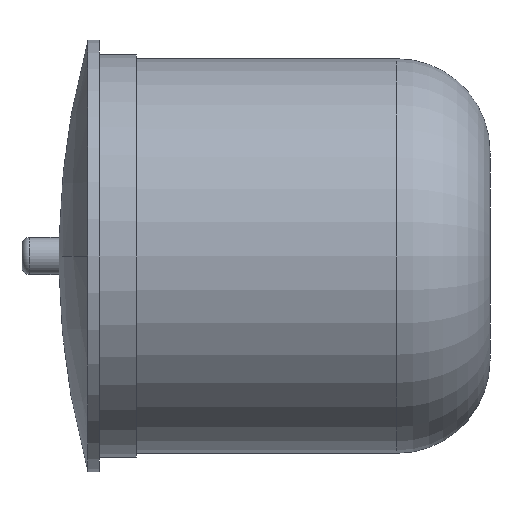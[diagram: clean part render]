
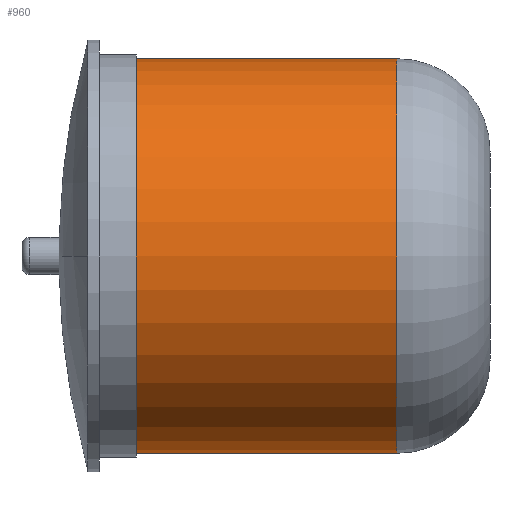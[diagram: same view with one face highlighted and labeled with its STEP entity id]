
A CAD part, left-side view. The second image highlights one B-rep face of the part: STEP entity #960.
In plain terms, the highlighted cylindrical face has radius 53 mm (diameter 106 mm), a partial arc.
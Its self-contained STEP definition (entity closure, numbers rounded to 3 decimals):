
#65 = ORIENTED_EDGE ( 'NONE', *, *, #834, .T. ) ;
#378 = AXIS2_PLACEMENT_3D ( 'NONE', #2584, #1858, #736 ) ;
#455 = CARTESIAN_POINT ( 'NONE',  ( 0., 0., 53. ) ) ;
#505 = VECTOR ( 'NONE', #695, 1000. ) ;
#546 = CARTESIAN_POINT ( 'NONE',  ( 0., 0., 0. ) ) ;
#675 = CIRCLE ( 'NONE', #1259, 53. ) ;
#695 = DIRECTION ( 'NONE',  ( 0., -1., 0. ) ) ;
#736 = DIRECTION ( 'NONE',  ( 0., 0., -1. ) ) ;
#834 = EDGE_CURVE ( 'NONE', #2011, #2686, #1836, .T. ) ;
#841 = VERTEX_POINT ( 'NONE', #2097 ) ;
#907 = ORIENTED_EDGE ( 'NONE', *, *, #1296, .F. ) ;
#960 = ADVANCED_FACE ( 'NONE', ( #1465 ), #1035, .T. ) ;
#995 = ORIENTED_EDGE ( 'NONE', *, *, #2802, .F. ) ;
#1003 = DIRECTION ( 'NONE',  ( 0., 0., -1. ) ) ;
#1004 = EDGE_LOOP ( 'NONE', ( #995, #2794, #65, #907 ) ) ;
#1035 = CYLINDRICAL_SURFACE ( 'NONE', #2716, 53. ) ;
#1187 = EDGE_CURVE ( 'NONE', #1832, #2011, #2044, .T. ) ;
#1251 = CARTESIAN_POINT ( 'NONE',  ( 0., 0., -53. ) ) ;
#1259 = AXIS2_PLACEMENT_3D ( 'NONE', #546, #1474, #2421 ) ;
#1296 = EDGE_CURVE ( 'NONE', #841, #2686, #675, .T. ) ;
#1363 = VECTOR ( 'NONE', #1384, 1000. ) ;
#1384 = DIRECTION ( 'NONE',  ( 0., -1., 0. ) ) ;
#1465 = FACE_OUTER_BOUND ( 'NONE', #1004, .T. ) ;
#1474 = DIRECTION ( 'NONE',  ( 0., -1., 0. ) ) ;
#1510 = DIRECTION ( 'NONE',  ( 0., -1., 0. ) ) ;
#1722 = CARTESIAN_POINT ( 'NONE',  ( 0., 0., 0. ) ) ;
#1832 = VERTEX_POINT ( 'NONE', #2159 ) ;
#1836 = LINE ( 'NONE', #2770, #505 ) ;
#1858 = DIRECTION ( 'NONE',  ( 0., -1., 0. ) ) ;
#2011 = VERTEX_POINT ( 'NONE', #2666 ) ;
#2044 = CIRCLE ( 'NONE', #378, 53. ) ;
#2097 = CARTESIAN_POINT ( 'NONE',  ( 0., 0., 53. ) ) ;
#2159 = CARTESIAN_POINT ( 'NONE',  ( 0., 80., 53. ) ) ;
#2421 = DIRECTION ( 'NONE',  ( 0., 0., -1. ) ) ;
#2558 = LINE ( 'NONE', #455, #1363 ) ;
#2584 = CARTESIAN_POINT ( 'NONE',  ( 0., 80., 0. ) ) ;
#2666 = CARTESIAN_POINT ( 'NONE',  ( 0., 80., -53. ) ) ;
#2686 = VERTEX_POINT ( 'NONE', #1251 ) ;
#2716 = AXIS2_PLACEMENT_3D ( 'NONE', #1722, #1510, #1003 ) ;
#2770 = CARTESIAN_POINT ( 'NONE',  ( 0., 0., -53. ) ) ;
#2794 = ORIENTED_EDGE ( 'NONE', *, *, #1187, .T. ) ;
#2802 = EDGE_CURVE ( 'NONE', #1832, #841, #2558, .T. ) ;
